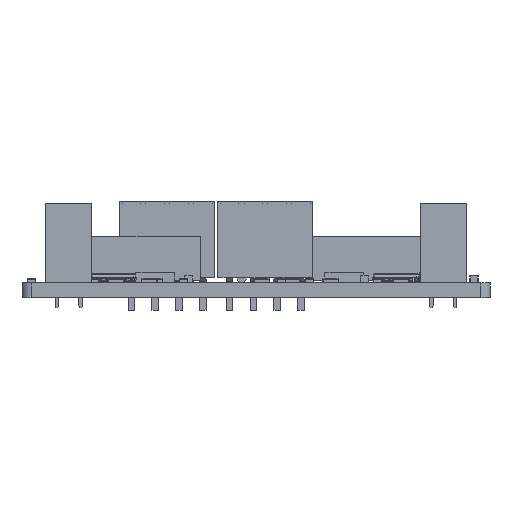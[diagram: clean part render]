
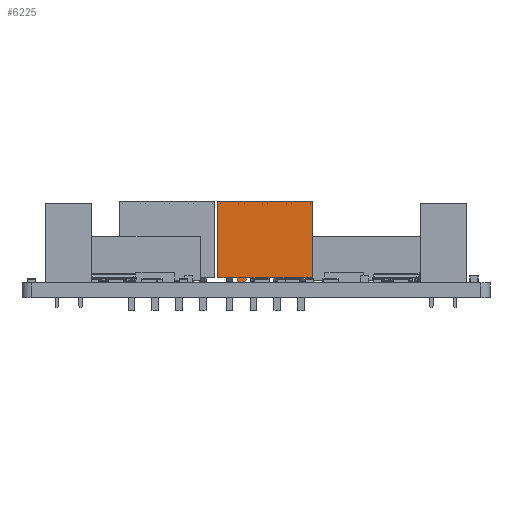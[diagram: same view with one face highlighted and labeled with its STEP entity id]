
A CAD part, front view. The second image highlights one B-rep face of the part: STEP entity #6225.
In plain terms, the highlighted face is planar.
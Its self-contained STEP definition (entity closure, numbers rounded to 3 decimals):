
#4857 = VERTEX_POINT('',#4858);
#4858 = CARTESIAN_POINT('',(-5.08,2.515,0.));
#4866 = EDGE_CURVE('',#4867,#4857,#4869,.T.);
#4867 = VERTEX_POINT('',#4868);
#4868 = CARTESIAN_POINT('',(5.08,2.515,0.));
#4869 = LINE('',#4870,#4871);
#4870 = CARTESIAN_POINT('',(5.08,2.515,0.));
#4871 = VECTOR('',#4872,1.);
#4872 = DIRECTION('',(-1.,0.,0.));
#5178 = VERTEX_POINT('',#5179);
#5179 = CARTESIAN_POINT('',(-5.08,2.515,-8.128));
#5185 = EDGE_CURVE('',#4857,#5178,#5186,.T.);
#5186 = LINE('',#5187,#5188);
#5187 = CARTESIAN_POINT('',(-5.08,2.515,0.));
#5188 = VECTOR('',#5189,1.);
#5189 = DIRECTION('',(0.,0.,-1.));
#5322 = VERTEX_POINT('',#5323);
#5323 = CARTESIAN_POINT('',(3.087,2.515,-8.128));
#5338 = VERTEX_POINT('',#5339);
#5339 = CARTESIAN_POINT('',(1.993,2.515,-8.128));
#5345 = EDGE_CURVE('',#5338,#5346,#5348,.T.);
#5346 = VERTEX_POINT('',#5347);
#5347 = CARTESIAN_POINT('',(0.547,2.515,-8.128));
#5348 = LINE('',#5349,#5350);
#5349 = CARTESIAN_POINT('',(1.993,2.515,-8.128));
#5350 = VECTOR('',#5351,1.);
#5351 = DIRECTION('',(-1.,0.,0.));
#5370 = VERTEX_POINT('',#5371);
#5371 = CARTESIAN_POINT('',(-0.547,2.515,-8.128));
#5377 = EDGE_CURVE('',#5370,#5378,#5380,.T.);
#5378 = VERTEX_POINT('',#5379);
#5379 = CARTESIAN_POINT('',(-1.993,2.515,-8.128));
#5380 = LINE('',#5381,#5382);
#5381 = CARTESIAN_POINT('',(-0.547,2.515,-8.128));
#5382 = VECTOR('',#5383,1.);
#5383 = DIRECTION('',(-1.,0.,0.));
#5402 = VERTEX_POINT('',#5403);
#5403 = CARTESIAN_POINT('',(-3.087,2.515,-8.128));
#5409 = EDGE_CURVE('',#5402,#5178,#5410,.T.);
#5410 = LINE('',#5411,#5412);
#5411 = CARTESIAN_POINT('',(-3.087,2.515,-8.128));
#5412 = VECTOR('',#5413,1.);
#5413 = DIRECTION('',(-1.,0.,0.));
#5487 = VERTEX_POINT('',#5488);
#5488 = CARTESIAN_POINT('',(5.08,2.515,-8.128));
#5494 = EDGE_CURVE('',#5487,#5322,#5495,.T.);
#5495 = LINE('',#5496,#5497);
#5496 = CARTESIAN_POINT('',(5.08,2.515,-8.128));
#5497 = VECTOR('',#5498,1.);
#5498 = DIRECTION('',(-1.,0.,0.));
#5813 = EDGE_CURVE('',#5814,#5322,#5816,.T.);
#5814 = VERTEX_POINT('',#5815);
#5815 = CARTESIAN_POINT('',(2.794,2.515,-8.636));
#5816 = LINE('',#5817,#5818);
#5817 = CARTESIAN_POINT('',(2.794,2.515,-8.636));
#5818 = VECTOR('',#5819,1.);
#5819 = DIRECTION('',(0.5,0.,0.866));
#5947 = EDGE_CURVE('',#5948,#5378,#5950,.T.);
#5948 = VERTEX_POINT('',#5949);
#5949 = CARTESIAN_POINT('',(-2.286,2.515,-8.636));
#5950 = LINE('',#5951,#5952);
#5951 = CARTESIAN_POINT('',(-2.286,2.515,-8.636));
#5952 = VECTOR('',#5953,1.);
#5953 = DIRECTION('',(0.5,0.,0.866));
#5995 = EDGE_CURVE('',#5996,#5948,#5998,.T.);
#5996 = VERTEX_POINT('',#5997);
#5997 = CARTESIAN_POINT('',(-2.794,2.515,-8.636));
#5998 = LINE('',#5999,#6000);
#5999 = CARTESIAN_POINT('',(-2.794,2.515,-8.636));
#6000 = VECTOR('',#6001,1.);
#6001 = DIRECTION('',(1.,0.,0.));
#6036 = EDGE_CURVE('',#5402,#5996,#6037,.T.);
#6037 = LINE('',#6038,#6039);
#6038 = CARTESIAN_POINT('',(-3.087,2.515,-8.128));
#6039 = VECTOR('',#6040,1.);
#6040 = DIRECTION('',(0.5,0.,-0.866));
#6137 = EDGE_CURVE('',#6138,#5346,#6140,.T.);
#6138 = VERTEX_POINT('',#6139);
#6139 = CARTESIAN_POINT('',(0.254,2.515,-8.636));
#6140 = LINE('',#6141,#6142);
#6141 = CARTESIAN_POINT('',(0.254,2.515,-8.636));
#6142 = VECTOR('',#6143,1.);
#6143 = DIRECTION('',(0.5,0.,0.866));
#6178 = EDGE_CURVE('',#6179,#6138,#6181,.T.);
#6179 = VERTEX_POINT('',#6180);
#6180 = CARTESIAN_POINT('',(-0.254,2.515,-8.636));
#6181 = LINE('',#6182,#6183);
#6182 = CARTESIAN_POINT('',(-0.254,2.515,-8.636));
#6183 = VECTOR('',#6184,1.);
#6184 = DIRECTION('',(1.,0.,0.));
#6214 = EDGE_CURVE('',#5370,#6179,#6215,.T.);
#6215 = LINE('',#6216,#6217);
#6216 = CARTESIAN_POINT('',(-0.547,2.515,-8.128));
#6217 = VECTOR('',#6218,1.);
#6218 = DIRECTION('',(0.5,0.,-0.866));
#6225 = ADVANCED_FACE('',(#6226),#6261,.T.);
#6226 = FACE_BOUND('',#6227,.F.);
#6227 = EDGE_LOOP('',(#6228,#6229,#6237,#6243,#6244,#6245,#6251,#6252,
    #6253,#6254,#6255,#6256,#6257,#6258,#6259,#6260));
#6228 = ORIENTED_EDGE('',*,*,#5345,.F.);
#6229 = ORIENTED_EDGE('',*,*,#6230,.T.);
#6230 = EDGE_CURVE('',#5338,#6231,#6233,.T.);
#6231 = VERTEX_POINT('',#6232);
#6232 = CARTESIAN_POINT('',(2.286,2.515,-8.636));
#6233 = LINE('',#6234,#6235);
#6234 = CARTESIAN_POINT('',(1.993,2.515,-8.128));
#6235 = VECTOR('',#6236,1.);
#6236 = DIRECTION('',(0.5,0.,-0.866));
#6237 = ORIENTED_EDGE('',*,*,#6238,.T.);
#6238 = EDGE_CURVE('',#6231,#5814,#6239,.T.);
#6239 = LINE('',#6240,#6241);
#6240 = CARTESIAN_POINT('',(2.286,2.515,-8.636));
#6241 = VECTOR('',#6242,1.);
#6242 = DIRECTION('',(1.,0.,0.));
#6243 = ORIENTED_EDGE('',*,*,#5813,.T.);
#6244 = ORIENTED_EDGE('',*,*,#5494,.F.);
#6245 = ORIENTED_EDGE('',*,*,#6246,.F.);
#6246 = EDGE_CURVE('',#4867,#5487,#6247,.T.);
#6247 = LINE('',#6248,#6249);
#6248 = CARTESIAN_POINT('',(5.08,2.515,0.));
#6249 = VECTOR('',#6250,1.);
#6250 = DIRECTION('',(0.,0.,-1.));
#6251 = ORIENTED_EDGE('',*,*,#4866,.T.);
#6252 = ORIENTED_EDGE('',*,*,#5185,.T.);
#6253 = ORIENTED_EDGE('',*,*,#5409,.F.);
#6254 = ORIENTED_EDGE('',*,*,#6036,.T.);
#6255 = ORIENTED_EDGE('',*,*,#5995,.T.);
#6256 = ORIENTED_EDGE('',*,*,#5947,.T.);
#6257 = ORIENTED_EDGE('',*,*,#5377,.F.);
#6258 = ORIENTED_EDGE('',*,*,#6214,.T.);
#6259 = ORIENTED_EDGE('',*,*,#6178,.T.);
#6260 = ORIENTED_EDGE('',*,*,#6137,.T.);
#6261 = PLANE('',#6262);
#6262 = AXIS2_PLACEMENT_3D('',#6263,#6264,#6265);
#6263 = CARTESIAN_POINT('',(5.08,2.515,0.));
#6264 = DIRECTION('',(0.,1.,0.));
#6265 = DIRECTION('',(-1.,0.,0.));
